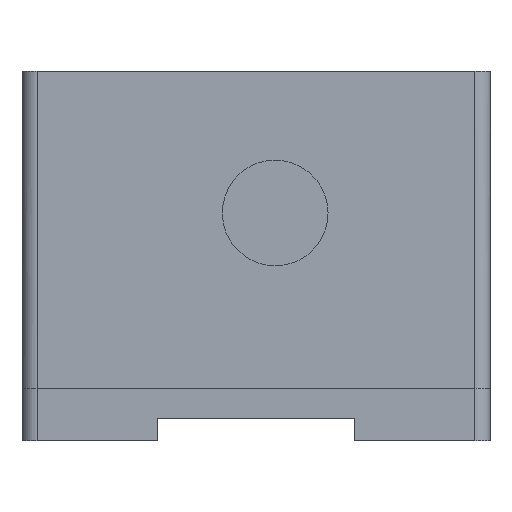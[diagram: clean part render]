
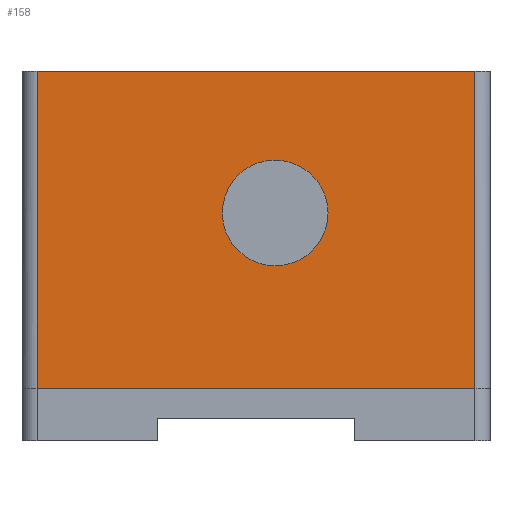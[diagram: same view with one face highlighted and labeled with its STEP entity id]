
A CAD part, front view. The second image highlights one B-rep face of the part: STEP entity #158.
In plain terms, the highlighted planar face has unit normal (0, -1, 0).
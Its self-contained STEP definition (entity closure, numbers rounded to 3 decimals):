
#42=FACE_BOUND('',#587,.T.);
#158=ADVANCED_FACE('',(#360,#42),#3396,.T.);
#360=FACE_OUTER_BOUND('',#586,.T.);
#586=EDGE_LOOP('',(#1258,#1259,#1260,#1261));
#587=EDGE_LOOP('',(#1262,#1263));
#1258=ORIENTED_EDGE('',*,*,#2042,.F.);
#1259=ORIENTED_EDGE('',*,*,#2043,.F.);
#1260=ORIENTED_EDGE('',*,*,#2047,.F.);
#1261=ORIENTED_EDGE('',*,*,#2050,.F.);
#1262=ORIENTED_EDGE('',*,*,#1925,.T.);
#1263=ORIENTED_EDGE('',*,*,#2097,.T.);
#1925=EDGE_CURVE('',#2965,#3076,#2373,.T.);
#2042=EDGE_CURVE('',#3042,#3047,#2751,.T.);
#2043=EDGE_CURVE('',#3040,#3042,#2752,.T.);
#2047=EDGE_CURVE('',#3044,#3040,#2754,.T.);
#2050=EDGE_CURVE('',#3047,#3044,#2757,.T.);
#2097=EDGE_CURVE('',#3076,#2965,#2445,.T.);
#2373=(
BOUNDED_CURVE()
B_SPLINE_CURVE(2,(#4524,#4525,#4526,#4527,#4528),.UNSPECIFIED.,.F.,.F.)
B_SPLINE_CURVE_WITH_KNOTS((3,2,3),(0.,5.498,10.996),
 .UNSPECIFIED.)
CURVE()
GEOMETRIC_REPRESENTATION_ITEM()
RATIONAL_B_SPLINE_CURVE((1.,0.707,1.,0.707,1.))
REPRESENTATION_ITEM('')
);
#2445=(
BOUNDED_CURVE()
B_SPLINE_CURVE(2,(#5005,#5006,#5007,#5008,#5009),.UNSPECIFIED.,.F.,.F.)
B_SPLINE_CURVE_WITH_KNOTS((3,2,3),(10.996,16.493,21.991),
 .UNSPECIFIED.)
CURVE()
GEOMETRIC_REPRESENTATION_ITEM()
RATIONAL_B_SPLINE_CURVE((1.,0.707,1.,0.707,1.))
REPRESENTATION_ITEM('')
);
#2751=B_SPLINE_CURVE_WITH_KNOTS('',1,(#4825,#4826,#4827,#4828),
 .UNSPECIFIED.,.F.,.F.,(2,1,1,2),(-30.,-24.,-7.,
-1.),.UNSPECIFIED.);
#2752=B_SPLINE_CURVE_WITH_KNOTS('',1,(#4829,#4830),.UNSPECIFIED.,.F.,.F.,
(2,2),(0.,21.),.UNSPECIFIED.);
#2754=B_SPLINE_CURVE_WITH_KNOTS('',1,(#4839,#4840),.UNSPECIFIED.,.F.,.F.,
(2,2),(1.,30.),.UNSPECIFIED.);
#2757=B_SPLINE_CURVE_WITH_KNOTS('',1,(#4848,#4849),.UNSPECIFIED.,.F.,.F.,
(2,2),(0.,21.),.UNSPECIFIED.);
#2965=VERTEX_POINT('',#4074);
#3040=VERTEX_POINT('',#4149);
#3042=VERTEX_POINT('',#4151);
#3044=VERTEX_POINT('',#4153);
#3047=VERTEX_POINT('',#4156);
#3076=VERTEX_POINT('',#4185);
#3396=PLANE('',#3556);
#3556=AXIS2_PLACEMENT_3D('',#3966,#3761,$);
#3761=DIRECTION('',(0.,-1.,0.));
#3966=CARTESIAN_POINT('',(60.,-81.,-10.));
#4074=CARTESIAN_POINT('',(79.27,-81.,1.6));
#4149=CARTESIAN_POINT('',(89.,-81.,11.));
#4151=CARTESIAN_POINT('',(89.,-81.,-10.));
#4153=CARTESIAN_POINT('',(60.,-81.,11.));
#4156=CARTESIAN_POINT('',(60.,-81.,-10.));
#4185=CARTESIAN_POINT('',(72.27,-81.,1.6));
#4524=CARTESIAN_POINT('',(79.27,-81.,1.6));
#4525=CARTESIAN_POINT('',(79.27,-81.,-1.9));
#4526=CARTESIAN_POINT('',(75.77,-81.,-1.9));
#4527=CARTESIAN_POINT('',(72.27,-81.,-1.9));
#4528=CARTESIAN_POINT('',(72.27,-81.,1.6));
#4825=CARTESIAN_POINT('',(89.,-81.,-10.));
#4826=CARTESIAN_POINT('',(83.,-81.,-10.));
#4827=CARTESIAN_POINT('',(66.,-81.,-10.));
#4828=CARTESIAN_POINT('',(60.,-81.,-10.));
#4829=CARTESIAN_POINT('',(89.,-81.,11.));
#4830=CARTESIAN_POINT('',(89.,-81.,-10.));
#4839=CARTESIAN_POINT('',(60.,-81.,11.));
#4840=CARTESIAN_POINT('',(89.,-81.,11.));
#4848=CARTESIAN_POINT('',(60.,-81.,-10.));
#4849=CARTESIAN_POINT('',(60.,-81.,11.));
#5005=CARTESIAN_POINT('',(72.27,-81.,1.6));
#5006=CARTESIAN_POINT('',(72.27,-81.,5.1));
#5007=CARTESIAN_POINT('',(75.77,-81.,5.1));
#5008=CARTESIAN_POINT('',(79.27,-81.,5.1));
#5009=CARTESIAN_POINT('',(79.27,-81.,1.6));
